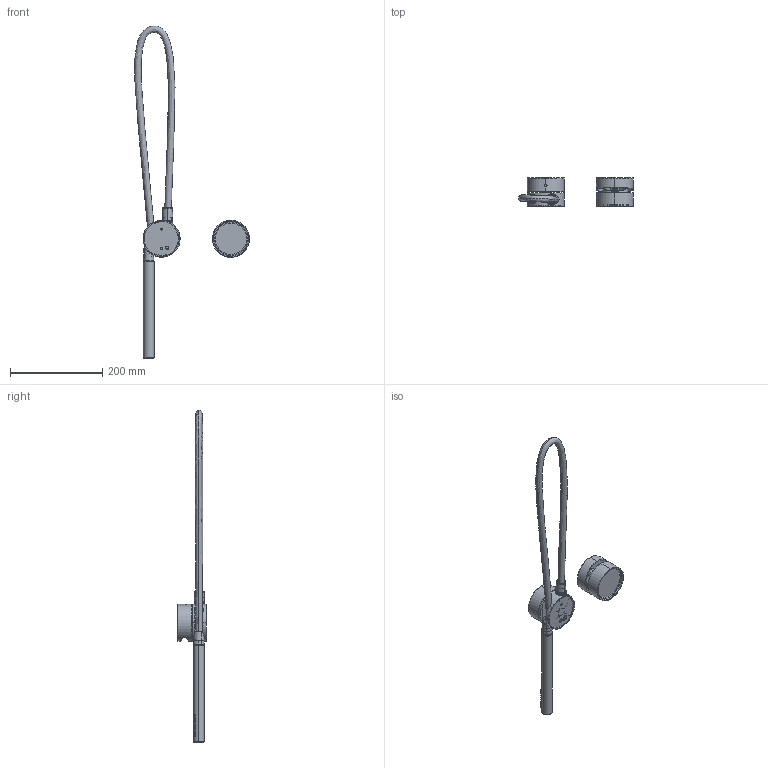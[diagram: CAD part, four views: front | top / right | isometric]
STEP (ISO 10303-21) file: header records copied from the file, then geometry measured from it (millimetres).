
FILE_DESCRIPTION (( 'STEP AP214' ), '1' );
FILE_NAME ('90 102 000 CON FLEXO Y MANGO TUBE.STEP', '2019-11-11T09:38:02', ( '' ), ( '' ), 'SwSTEP 2.0', 'SolidWorks 2016', '' );
FILE_SCHEMA (( 'AUTOMOTIVE_DESIGN' ));
Length unit declared in the file: millimetre
Products named in the file (20): MANGO CILINDRICO MINIMAL inCOOL_4; socket head cap screw_din_DIN 912 M4 x 25 --- 25C_1_5; 3089 REGISTRO ANTIFRICCION PARA INSERTO-MANETA_-01_6; 3006 MANETA GIRATORIA COOL_MANETA REDONDA DESVIADORA PL-3006_1_4; 90 102 000 CON FLEXO Y MANGO TUBE; 1987 MANETA MONOMANDO COOL_-01_1_2; 3003 ZËCALO REDONDO PARA MONOMANDO CON SALIDA Y CËNICO_ A5 ZOCALO HORIZONTAL monomando PL-3003; TERMINAL1 FLEXO SILVER_2_4; 1993 ANILLO PARA MONOMANDO SIN SALIDA NI SOPORTE REDONDO_-ZOCALO SIN TOMA SIN CONICO PL-1993_2; 1986 EMBELLECEDOR MONOMANDO COOL_solo embellecedor_1_2; MANGO CILINDRICO MINIMAL inCOOL_SIN TETONES_4; DIN 912 M4x60_-01_2_3; FLEXO SILVER TERMO COOL_-01_2_4; socket head cap screw_din_DIN 912 M4 x 12 --- 12C_1_2; socket set screw cone point_din_DIN 914 - M5 x 4_1_2; DIN 912 M4x60_-01_4; socket head cap screw_din_DIN 912 M4 x 25 --- 25C_1_2_4; 3001 BOBINA SALIDA FRONTAL_-CON JUNTAS_2; 1150 RACOR M 14-100 G 1-2 CON ANTI-RETORNO_-04_1_4; MANGO CILINDRICO MINIMAL inCOOL_TETONES MANGO MINIMAL COOL_4
Assembly tree (20 placements, depth 3):
  90 102 000 CON FLEXO Y MANGO TUBE
    3001 BOBINA SALIDA FRONTAL_-CON JUNTAS_2
    3003 ZËCALO REDONDO PARA MONOMANDO CON SALIDA Y CËNICO_ A5 ZOCALO HORIZONTAL monomando PL-3003
    1150 RACOR M 14-100 G 1-2 CON ANTI-RETORNO_-04_1_4
    1987 MANETA MONOMANDO COOL_-01_1_2
    1986 EMBELLECEDOR MONOMANDO COOL_solo embellecedor_1_2
    3006 MANETA GIRATORIA COOL_MANETA REDONDA DESVIADORA PL-3006_1_4
    socket head cap screw_din_DIN 912 M4 x 12 --- 12C_1_2
    1993 ANILLO PARA MONOMANDO SIN SALIDA NI SOPORTE REDONDO_-ZOCALO SIN TOMA SIN CONICO PL-1993_2
    DIN 912 M4x60_-01_2_3
    DIN 912 M4x60_-01_4
    socket set screw cone point_din_DIN 914 - M5 x 4_1_2
    socket head cap screw_din_DIN 912 M4 x 25 --- 25C_1_5
    socket head cap screw_din_DIN 912 M4 x 25 --- 25C_1_2_4
    3089 REGISTRO ANTIFRICCION PARA INSERTO-MANETA_-01_6
    FLEXO SILVER TERMO COOL_-01_2_4
    TERMINAL1 FLEXO SILVER_2_4  x2
    MANGO CILINDRICO MINIMAL inCOOL_4
      MANGO CILINDRICO MINIMAL inCOOL_SIN TETONES_4
      MANGO CILINDRICO MINIMAL inCOOL_TETONES MANGO MINIMAL COOL_4
Bounding box: 248.55 x 62.35 x 718.83 mm (x, y, z)
Volume: 489853.8 mm3; surface area: 197567.7 mm2
Topology: 58 solids, 58 shells, 901 faces, 2022 edges, 1301 vertices
Faces by surface type: cylinder 381, plane 299, cone 150, torus 48, bspline 20, sphere 3
Entity records: 33610 total; most frequent: CARTESIAN_POINT 12627, DIRECTION 4163, ORIENTED_EDGE 3938, EDGE_CURVE 1969, AXIS2_PLACEMENT_3D 1684, VERTEX_POINT 1278, EDGE_LOOP 1065, FACE_OUTER_BOUND 886
